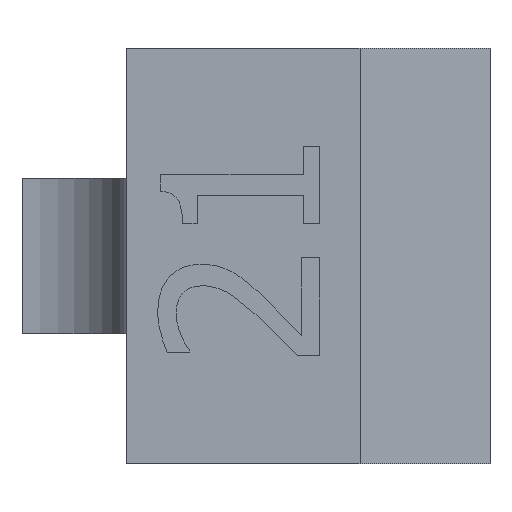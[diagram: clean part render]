
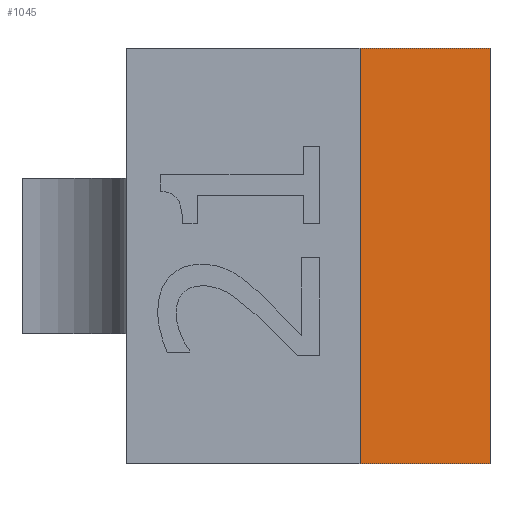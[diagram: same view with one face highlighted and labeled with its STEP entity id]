
A CAD part, left-side view. The second image highlights one B-rep face of the part: STEP entity #1045.
In plain terms, the highlighted planar face has unit normal (-0.707, -0.707, 0).
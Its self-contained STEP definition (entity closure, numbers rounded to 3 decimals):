
#117=FACE_OUTER_BOUND('',#171,.T.);
#171=EDGE_LOOP('',(#859,#860,#861,#862));
#282=LINE('',#1768,#396);
#283=LINE('',#1770,#397);
#284=LINE('',#1772,#398);
#285=LINE('',#1773,#399);
#396=VECTOR('',#1304,10.);
#397=VECTOR('',#1305,10.);
#398=VECTOR('',#1306,10.);
#399=VECTOR('',#1307,10.);
#503=VERTEX_POINT('',#1766);
#504=VERTEX_POINT('',#1767);
#505=VERTEX_POINT('',#1769);
#506=VERTEX_POINT('',#1771);
#642=EDGE_CURVE('',#503,#504,#282,.T.);
#643=EDGE_CURVE('',#504,#505,#283,.T.);
#644=EDGE_CURVE('',#505,#506,#284,.T.);
#645=EDGE_CURVE('',#506,#503,#285,.T.);
#859=ORIENTED_EDGE('',*,*,#642,.T.);
#860=ORIENTED_EDGE('',*,*,#643,.T.);
#861=ORIENTED_EDGE('',*,*,#644,.T.);
#862=ORIENTED_EDGE('',*,*,#645,.T.);
#993=PLANE('',#1115);
#1045=ADVANCED_FACE('',(#117),#993,.T.);
#1115=AXIS2_PLACEMENT_3D('',#1765,#1302,#1303);
#1302=DIRECTION('center_axis',(-0.707,-0.707,0.));
#1303=DIRECTION('ref_axis',(0.,0.,1.));
#1304=DIRECTION('',(0.707,-0.707,0.));
#1305=DIRECTION('',(0.,0.,1.));
#1306=DIRECTION('',(-0.707,0.707,0.));
#1307=DIRECTION('',(0.,0.,-1.));
#1765=CARTESIAN_POINT('Origin',(2.5,-11.5,0.));
#1766=CARTESIAN_POINT('',(0.,-9.,-8.));
#1767=CARTESIAN_POINT('',(5.,-14.,-8.));
#1768=CARTESIAN_POINT('',(1.75,-10.75,-8.));
#1769=CARTESIAN_POINT('',(5.,-14.,8.));
#1770=CARTESIAN_POINT('',(5.,-14.,0.));
#1771=CARTESIAN_POINT('',(0.,-9.,8.));
#1772=CARTESIAN_POINT('',(1.75,-10.75,8.));
#1773=CARTESIAN_POINT('',(0.,-9.,0.));
